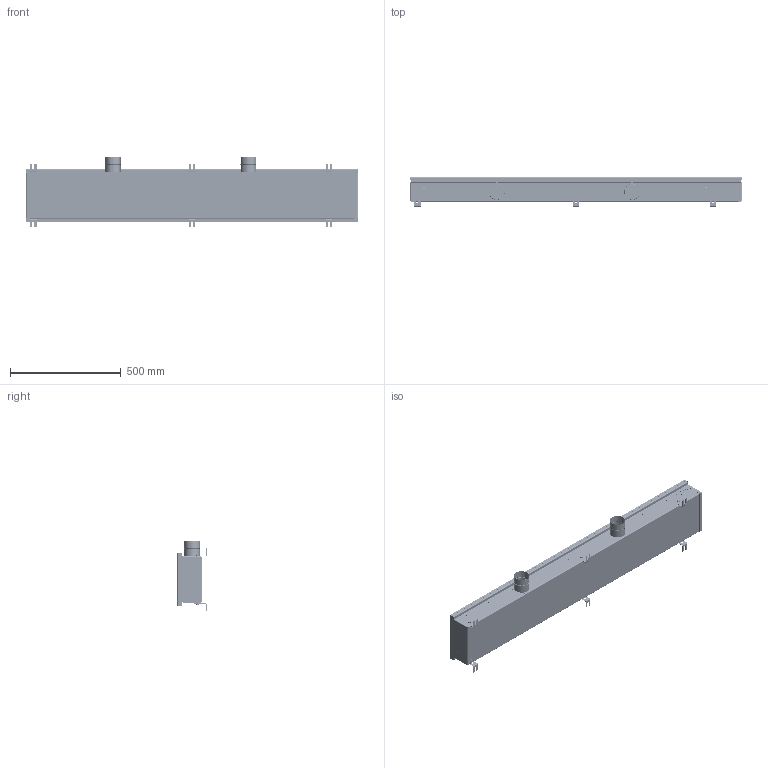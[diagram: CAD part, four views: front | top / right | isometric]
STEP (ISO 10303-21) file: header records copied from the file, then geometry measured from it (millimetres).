
FILE_DESCRIPTION((''),'2;1');
FILE_NAME('_24_11_150_ASM','2020-09-04T',('okanashina'),('elara'),'CREO PARAMETRIC BY PTC INC, 2015080','CREO PARAMETRIC BY PTC INC, 2015080','');
FILE_SCHEMA(('AUTOMOTIVE_DESIGN { 1 0 10303 214 1 1 1 1 }'));
Length unit declared in the file: millimetre
Products named in the file (18): _________; ______-14241; ____________-18615; __________-23923; THIN_HEAD_SEMI-TUBULAR_RI-24369; THIN_HEAD_SEMI-TUBULAR_RI-31757; CONCEALED-HEAD_STANDOFF_PMM_PEM; ________________1; _____________-59985; __________1600; __________1600-1; __________1600-2; __________1600-3; _______24; ______16; ________________; HEX_SCREW_AM_B18_6_7M_-_M6_X_1_; _24_11_150_ASM
Assembly tree (333 placements, depth 2):
  _24_11_150_ASM
    _________
    ______-14241  x2
    ____________-18615  x2
    __________-23923  x3
    THIN_HEAD_SEMI-TUBULAR_RI-24369  x6
    THIN_HEAD_SEMI-TUBULAR_RI-31757  x22
    CONCEALED-HEAD_STANDOFF_PMM_PEM  x10
    ________________1
    _____________-59985
    __________1600
    __________1600-1
    __________1600-2
    __________1600-3
    _______24  x89
    ______16  x180
    ________________  x6
    HEX_SCREW_AM_B18_6_7M_-_M6_X_1_  x6
Bounding box: 1502.3 x 131.25 x 316.91 mm (x, y, z)
Volume: 2184861.6 mm3; surface area: 3151289.1 mm2
Topology: 345 solids, 345 shells, 5887 faces, 14200 edges, 9025 vertices
Faces by surface type: cylinder 2724, plane 2327, cone 492, torus 288, sphere 56
Entity records: 54213 total; most frequent: CARTESIAN_POINT 8456, DIRECTION 7741, ORIENTED_EDGE 6522, EDGE_CURVE 3261, AXIS2_PLACEMENT_3D 3030, VERTEX_POINT 2005, VECTOR 1681, LINE 1681
